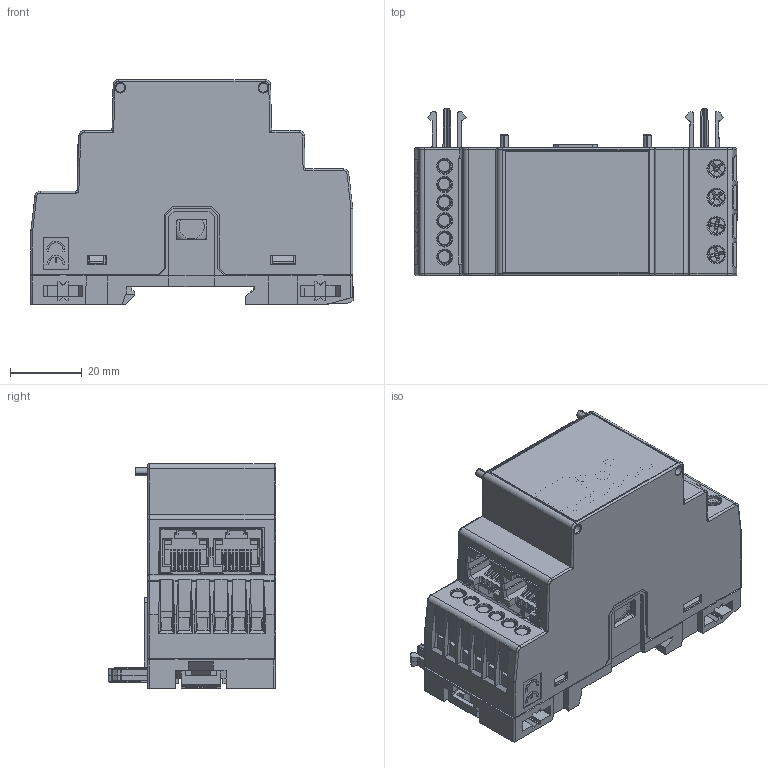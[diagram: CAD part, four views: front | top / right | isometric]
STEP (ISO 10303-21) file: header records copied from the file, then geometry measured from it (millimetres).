
FILE_DESCRIPTION(/* description */ (''),/* implementation_level */ '2;1');
FILE_NAME(/* name */ 'FILE_STP_CAD_DRAWING_3D_EXM0000_prt.stp',/* time_stamp */ '2025-09-18T10:45:06+02:00',/* author */ (''),/* organization */ (''),/* preprocessor_version */ 'ST-DEVELOPER v20',/* originating_system */ 'SIEMENS PLM Software NX2406.8500',/* authorisation */ '');
FILE_SCHEMA (('AUTOMOTIVE_DESIGN { 1 0 10303 214 3 1 1 1 }'));
Products named in the file (1): 3D_EXM0000
Bounding box: 90.23 x 46.91 x 62.9 mm (x, y, z)
Surface area: 42015.8 mm2 (no closed solid volume)
Topology: 0 solids, 104 shells, 1437 faces, 5771 edges, 4319 vertices
Faces by surface type: plane 1060, cylinder 201, cone 69, torus 61, bspline 43, sphere 3
Full cylindrical faces by diameter (mm): 0.8 x1, 0.9 x1, 2.6 x1, 4.6 x4, 5.1 x4
Entity records: 60353 total; most frequent: CARTESIAN_POINT 12743, DIRECTION 9223, ORIENTED_EDGE 8731, EDGE_CURVE 5690, LINE 4729, VECTOR 4729, VERTEX_POINT 4299, AXIS2_PLACEMENT_3D 2247
